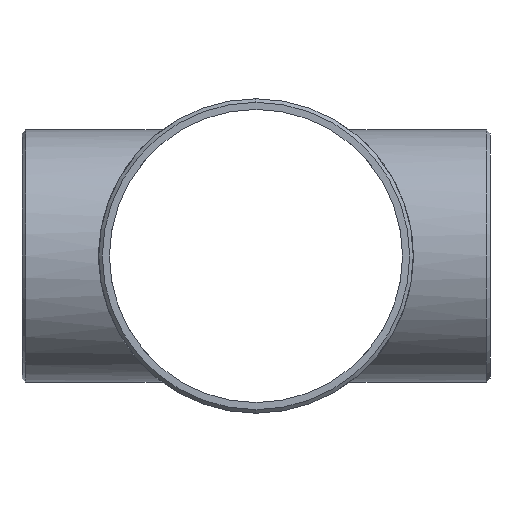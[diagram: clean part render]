
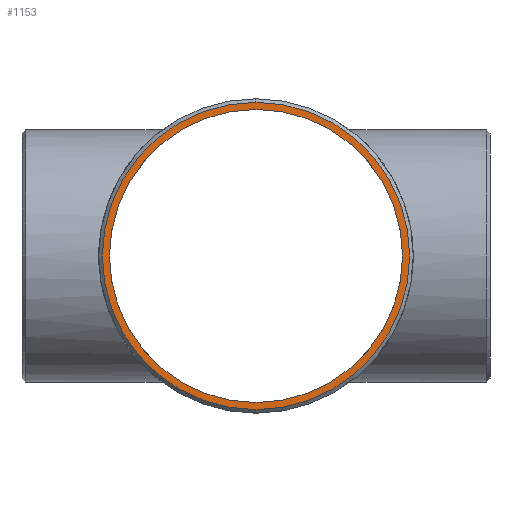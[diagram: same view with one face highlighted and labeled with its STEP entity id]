
A CAD part, left-side view. The second image highlights one B-rep face of the part: STEP entity #1153.
In plain terms, the highlighted planar face has unit normal (-1, 0, 0).
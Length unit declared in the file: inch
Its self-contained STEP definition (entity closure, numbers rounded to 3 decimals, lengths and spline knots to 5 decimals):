
#113 = PLANE ( 'NONE',  #442 ) ;
#184 = VERTEX_POINT ( 'NONE', #791 ) ;
#185 = EDGE_CURVE ( 'NONE', #184, #1471, #1534, .T. ) ;
#215 = ORIENTED_EDGE ( 'NONE', *, *, #901, .T. ) ;
#222 = CARTESIAN_POINT ( 'NONE',  ( -8.5, 0., 0. ) ) ;
#276 = CARTESIAN_POINT ( 'NONE',  ( -8.5, 0., -5.01 ) ) ;
#294 = AXIS2_PLACEMENT_3D ( 'NONE', #716, #474, #1397 ) ;
#312 = AXIS2_PLACEMENT_3D ( 'NONE', #1272, #546, #673 ) ;
#314 = CIRCLE ( 'NONE', #294, 5.01 ) ;
#347 = CARTESIAN_POINT ( 'NONE',  ( -8.5, 0., 0. ) ) ;
#425 = VERTEX_POINT ( 'NONE', #276 ) ;
#442 = AXIS2_PLACEMENT_3D ( 'NONE', #347, #833, #1313 ) ;
#474 = DIRECTION ( 'NONE',  ( 1., 0., 0. ) ) ;
#496 = ORIENTED_EDGE ( 'NONE', *, *, #185, .T. ) ;
#521 = ORIENTED_EDGE ( 'NONE', *, *, #1198, .T. ) ;
#546 = DIRECTION ( 'NONE',  ( -1., 0., 0. ) ) ;
#552 = EDGE_LOOP ( 'NONE', ( #496, #521 ) ) ;
#575 = FACE_BOUND ( 'NONE', #761, .T. ) ;
#583 = CARTESIAN_POINT ( 'NONE',  ( -8.5, 0., 5.25333 ) ) ;
#596 = DIRECTION ( 'NONE',  ( 1., 0., 0. ) ) ;
#673 = DIRECTION ( 'NONE',  ( 0., 0., 1. ) ) ;
#716 = CARTESIAN_POINT ( 'NONE',  ( -8.5, 0., 0. ) ) ;
#721 = DIRECTION ( 'NONE',  ( 0., 0., 1. ) ) ;
#761 = EDGE_LOOP ( 'NONE', ( #782, #215 ) ) ;
#782 = ORIENTED_EDGE ( 'NONE', *, *, #803, .T. ) ;
#791 = CARTESIAN_POINT ( 'NONE',  ( -8.5, 0., -5.25333 ) ) ;
#803 = EDGE_CURVE ( 'NONE', #1260, #425, #314, .T. ) ;
#813 = CARTESIAN_POINT ( 'NONE',  ( -8.5, 0., 5.01 ) ) ;
#833 = DIRECTION ( 'NONE',  ( -1., 0., 0. ) ) ;
#901 = EDGE_CURVE ( 'NONE', #425, #1260, #972, .T. ) ;
#917 = DIRECTION ( 'NONE',  ( 0., 0., 1. ) ) ;
#972 = CIRCLE ( 'NONE', #1044, 5.01 ) ;
#1035 = DIRECTION ( 'NONE',  ( -1., 0., 0. ) ) ;
#1044 = AXIS2_PLACEMENT_3D ( 'NONE', #1195, #596, #721 ) ;
#1050 = FACE_OUTER_BOUND ( 'NONE', #552, .T. ) ;
#1153 = ADVANCED_FACE ( 'NONE', ( #1050, #575 ), #113, .T. ) ;
#1195 = CARTESIAN_POINT ( 'NONE',  ( -8.5, 0., 0. ) ) ;
#1198 = EDGE_CURVE ( 'NONE', #1471, #184, #1441, .T. ) ;
#1243 = AXIS2_PLACEMENT_3D ( 'NONE', #222, #1035, #917 ) ;
#1260 = VERTEX_POINT ( 'NONE', #813 ) ;
#1272 = CARTESIAN_POINT ( 'NONE',  ( -8.5, 0., 0. ) ) ;
#1313 = DIRECTION ( 'NONE',  ( 0., 0., -1. ) ) ;
#1397 = DIRECTION ( 'NONE',  ( 0., 0., 1. ) ) ;
#1441 = CIRCLE ( 'NONE', #1243, 5.25333 ) ;
#1471 = VERTEX_POINT ( 'NONE', #583 ) ;
#1534 = CIRCLE ( 'NONE', #312, 5.25333 ) ;
